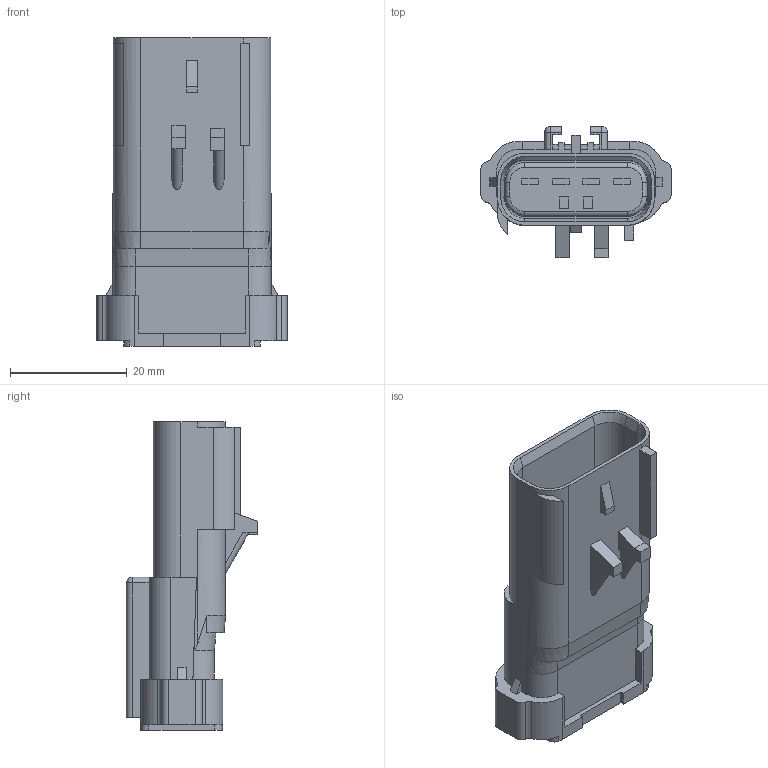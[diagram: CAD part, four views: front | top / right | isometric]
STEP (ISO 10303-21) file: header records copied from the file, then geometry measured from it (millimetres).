
FILE_DESCRIPTION(/* description */ (''),/* implementation_level */ '2;1');
FILE_NAME(/* name */ '13755836_ENV10_01.stp',/* time_stamp */ '2021-05-18T22:06:41+06:00',/* author */ (''),/* organization */ (''),/* preprocessor_version */ 'ST-DEVELOPER v16.7',/* originating_system */ 'SIEMENS PLM Software NX 12.0',/* authorisation */ '');
FILE_SCHEMA (('AP203_CONFIGURATION_CONTROLLED_3D_DESIGN_OF_MECHANICAL_PARTS_AND_ASSEMBLIES_MIM_LF { 1 0 10303 403 2 1 2}'));
Length unit declared in the file: millimetre
Products named in the file (1): qzs53AF8102Bb8rj
Bounding box: 32.6 x 22.51 x 53 mm (x, y, z)
Volume: 12933.5 mm3; surface area: 9189.8 mm2
Topology: 1 solids, 1 shells, 261 faces, 695 edges, 451 vertices
Faces by surface type: plane 196, cylinder 49, cone 8, torus 4, sphere 2, extrusion 2
Entity records: 8214 total; most frequent: CARTESIAN_POINT 1531, ORIENTED_EDGE 1390, DIRECTION 1326, EDGE_CURVE 695, VECTOR 562, LINE 560, VERTEX_POINT 451, AXIS2_PLACEMENT_3D 382
